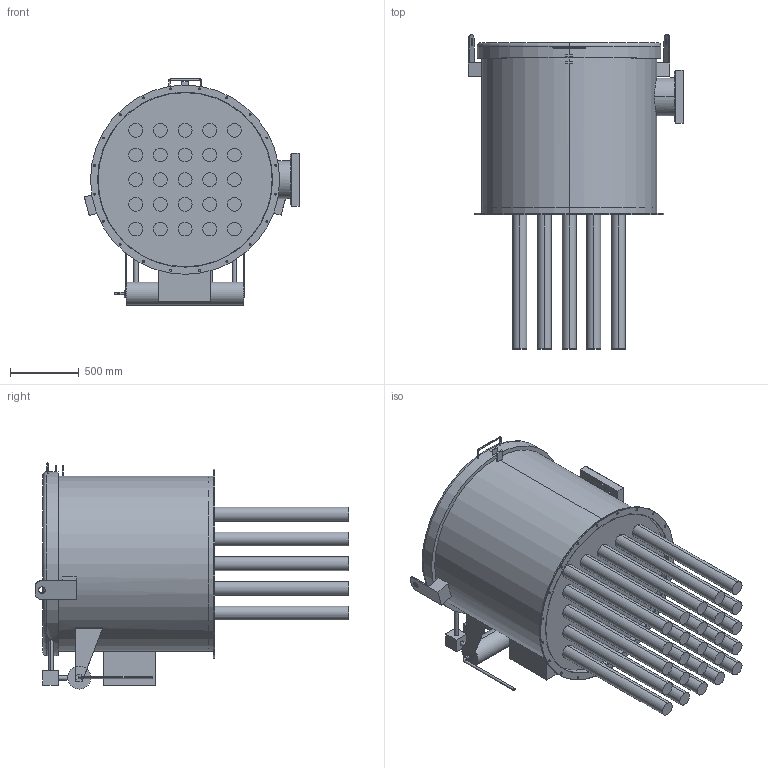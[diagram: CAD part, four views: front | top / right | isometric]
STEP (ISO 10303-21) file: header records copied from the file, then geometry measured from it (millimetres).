
FILE_DESCRIPTION (( 'STEP AP203' ), '1' );
FILE_NAME ('EMJET10(emjet10 frame).STEP', '2022-08-01T13:04:15', ( '' ), ( '' ), 'SwSTEP 2.0', 'SolidWorks 2017', '' );
FILE_SCHEMA (( 'CONFIG_CONTROL_DESIGN' ));
Length unit declared in the file: millimetre
Products named in the file (1): EMJET10(emjet10 frame)
Bounding box: 1571.45 x 2290.01 x 1649.71 mm (x, y, z)
Volume: 1848601219 mm3; surface area: 19771236.8 mm2
Topology: 3 solids, 5 shells, 355 faces, 853 edges, 560 vertices
Faces by surface type: cylinder 211, plane 136, torus 8
Entity records: 12050 total; most frequent: CARTESIAN_POINT 3145, DIRECTION 1951, ORIENTED_EDGE 1706, EDGE_CURVE 853, AXIS2_PLACEMENT_3D 774, VERTEX_POINT 560, EDGE_LOOP 505, CIRCLE 418
